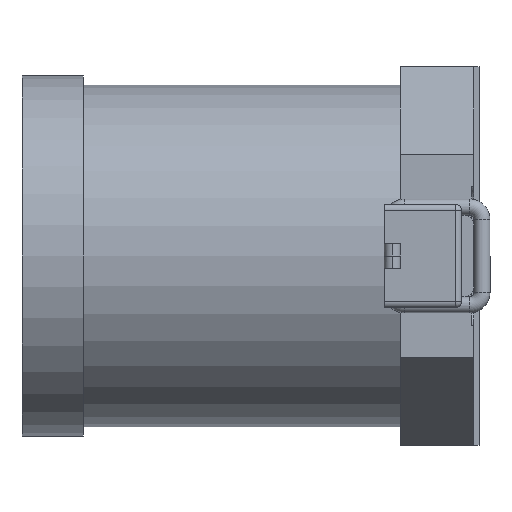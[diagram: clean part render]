
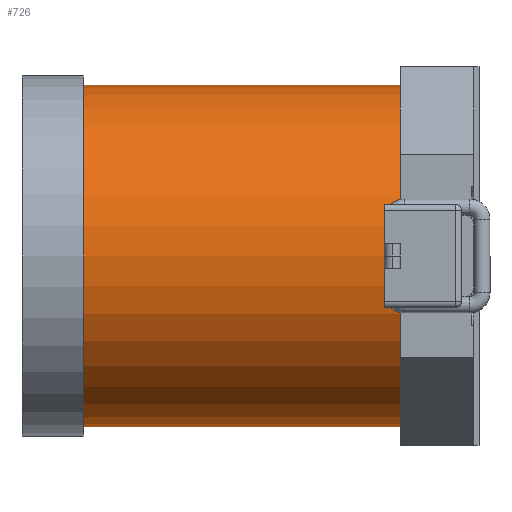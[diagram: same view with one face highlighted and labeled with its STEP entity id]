
A CAD part, left-side view. The second image highlights one B-rep face of the part: STEP entity #726.
In plain terms, the highlighted cylindrical face has radius 4.2 mm (diameter 8.4 mm), a partial arc.
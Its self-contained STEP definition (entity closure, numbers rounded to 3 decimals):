
#16 = DIRECTION ( 'NONE',  ( 0., 0., -1. ) ) ;
#107 = FACE_OUTER_BOUND ( 'NONE', #118, .T. ) ;
#118 = EDGE_LOOP ( 'NONE', ( #3963, #4685, #4783, #4948 ) ) ;
#431 = EDGE_CURVE ( 'NONE', #3607, #721, #591, .T. ) ;
#518 = CARTESIAN_POINT ( 'NONE',  ( 0., 9.6, -4.2 ) ) ;
#591 = CIRCLE ( 'NONE', #1187, 4.2 ) ;
#721 = VERTEX_POINT ( 'NONE', #3456 ) ;
#726 = ADVANCED_FACE ( 'NONE', ( #107 ), #4324, .T. ) ;
#795 = DIRECTION ( 'NONE',  ( 0., 1., 0. ) ) ;
#919 = CARTESIAN_POINT ( 'NONE',  ( 0., 9.6, 4.2 ) ) ;
#921 = DIRECTION ( 'NONE',  ( 0., 1., 0. ) ) ;
#931 = VERTEX_POINT ( 'NONE', #919 ) ;
#1004 = EDGE_CURVE ( 'NONE', #3803, #3607, #4384, .T. ) ;
#1187 = AXIS2_PLACEMENT_3D ( 'NONE', #3651, #795, #3241 ) ;
#1498 = CARTESIAN_POINT ( 'NONE',  ( 0., 0.4, -4.2 ) ) ;
#1599 = DIRECTION ( 'NONE',  ( 0., -1., 0. ) ) ;
#1930 = EDGE_CURVE ( 'NONE', #931, #721, #2683, .T. ) ;
#2462 = DIRECTION ( 'NONE',  ( 0., -1., 0. ) ) ;
#2466 = AXIS2_PLACEMENT_3D ( 'NONE', #4489, #2462, #16 ) ;
#2683 = LINE ( 'NONE', #4044, #3770 ) ;
#3019 = EDGE_CURVE ( 'NONE', #3803, #931, #3042, .T. ) ;
#3042 = CIRCLE ( 'NONE', #4414, 4.2 ) ;
#3241 = DIRECTION ( 'NONE',  ( 0., 0., 1. ) ) ;
#3244 = CARTESIAN_POINT ( 'NONE',  ( 0., 9.6, -4.2 ) ) ;
#3373 = CARTESIAN_POINT ( 'NONE',  ( 0., 9.6, 0. ) ) ;
#3456 = CARTESIAN_POINT ( 'NONE',  ( 0., 0.4, 4.2 ) ) ;
#3607 = VERTEX_POINT ( 'NONE', #1498 ) ;
#3651 = CARTESIAN_POINT ( 'NONE',  ( 0., 0.4, 0. ) ) ;
#3700 = DIRECTION ( 'NONE',  ( 0., -1., 0. ) ) ;
#3770 = VECTOR ( 'NONE', #1599, 1000. ) ;
#3783 = DIRECTION ( 'NONE',  ( 0., 0., 1. ) ) ;
#3803 = VERTEX_POINT ( 'NONE', #3244 ) ;
#3963 = ORIENTED_EDGE ( 'NONE', *, *, #1930, .F. ) ;
#4044 = CARTESIAN_POINT ( 'NONE',  ( 0., 9.6, 4.2 ) ) ;
#4263 = VECTOR ( 'NONE', #3700, 1000. ) ;
#4324 = CYLINDRICAL_SURFACE ( 'NONE', #2466, 4.2 ) ;
#4384 = LINE ( 'NONE', #518, #4263 ) ;
#4414 = AXIS2_PLACEMENT_3D ( 'NONE', #3373, #921, #3783 ) ;
#4489 = CARTESIAN_POINT ( 'NONE',  ( 0., 9.6, 0. ) ) ;
#4685 = ORIENTED_EDGE ( 'NONE', *, *, #3019, .F. ) ;
#4783 = ORIENTED_EDGE ( 'NONE', *, *, #1004, .T. ) ;
#4948 = ORIENTED_EDGE ( 'NONE', *, *, #431, .T. ) ;
